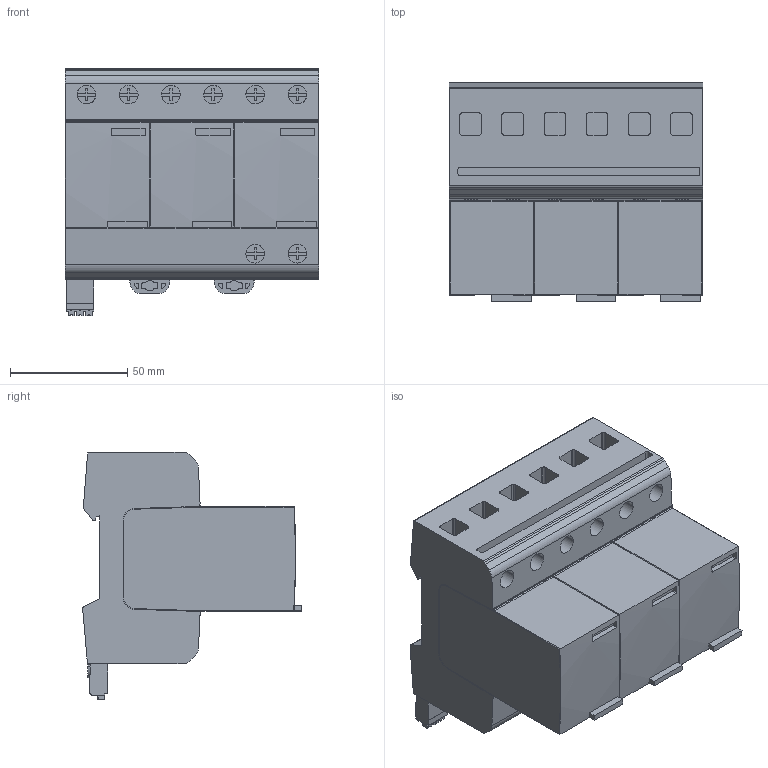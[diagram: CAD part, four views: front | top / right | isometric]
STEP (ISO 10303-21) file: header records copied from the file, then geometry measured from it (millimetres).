
FILE_DESCRIPTION((''),'2;1');
FILE_NAME('NWEGEN_CUSTOMER_3P0_T1HS_6TE_R_','2021-05-28T08:58:47',('sebastjan.kamensek'),('Audax d.o.o.'),'CREO PARAMETRIC BY PTC INC, 2020281','CREO PARAMETRIC BY PTC INC, 2020281','');
FILE_SCHEMA(('AP242_MANAGED_MODEL_BASED_3D_ENGINEERING_MIM_LF { 1 0 10303 442 1 1 4 }'));
Length unit declared in the file: millimetre
Products named in the file (1): NWEGEN_CUSTOMER_3P0_T1HS_6TE_R_
Bounding box: 108 x 93.29 x 105.63 mm (x, y, z)
Volume: 632467.9 mm3; surface area: 60058.9 mm2
Topology: 1 solids, 5 shells, 660 faces, 1846 edges, 1224 vertices
Faces by surface type: plane 426, cylinder 144, extrusion 84, cone 6
Entity records: 23816 total; most frequent: CARTESIAN_POINT 5942, ORIENTED_EDGE 3692, DIRECTION 3172, EDGE_CURVE 1846, VECTOR 1320, LINE 1236, VERTEX_POINT 1224, AXIS2_PLACEMENT_3D 926
